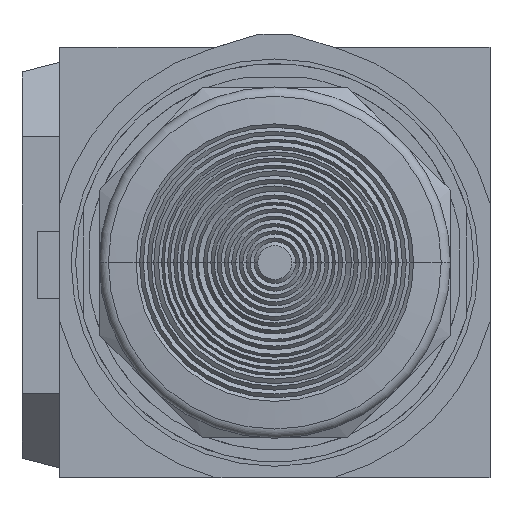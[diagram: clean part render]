
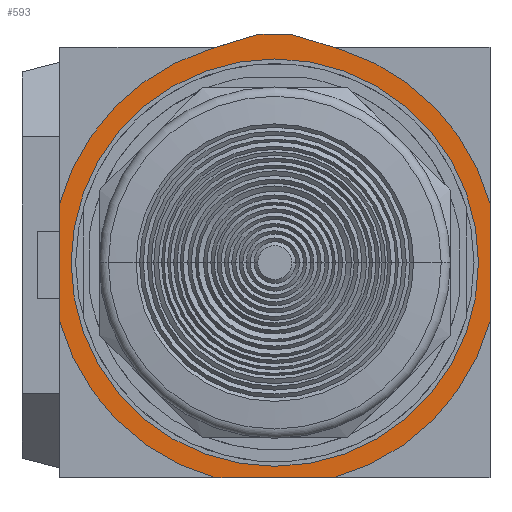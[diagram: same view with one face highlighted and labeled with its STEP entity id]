
A CAD part, front view. The second image highlights one B-rep face of the part: STEP entity #593.
In plain terms, the highlighted planar face has unit normal (0, -1, 0).
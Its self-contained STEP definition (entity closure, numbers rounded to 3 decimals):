
#65=DIRECTION('',(0.,0.,-1.));
#66=VECTOR('',#65,11.727);
#67=CARTESIAN_POINT('',(21.438,10.338,5.863));
#68=LINE('',#67,#66);
#77=CARTESIAN_POINT('',(0.,10.338,0.));
#78=DIRECTION('',(0.,1.,0.));
#79=DIRECTION('',(1.,0.,0.));
#80=AXIS2_PLACEMENT_3D('',#77,#78,#79);
#82=CARTESIAN_POINT('',(0.,10.338,0.));
#83=DIRECTION('',(0.,1.,0.));
#84=DIRECTION('',(-1.,0.,0.));
#85=AXIS2_PLACEMENT_3D('',#82,#83,#84);
#87=DIRECTION('',(-0.956,0.,-0.293));
#88=VECTOR('',#87,5.149);
#89=CARTESIAN_POINT('',(-1.588,10.338,22.758));
#90=LINE('',#89,#88);
#91=DIRECTION('',(-1.,0.,0.));
#92=VECTOR('',#91,3.175);
#93=CARTESIAN_POINT('',(1.588,10.338,22.758));
#94=LINE('',#93,#92);
#95=DIRECTION('',(-0.956,0.,0.293));
#96=VECTOR('',#95,5.149);
#97=CARTESIAN_POINT('',(6.511,10.338,21.25));
#98=LINE('',#97,#96);
#99=CARTESIAN_POINT('',(0.,10.338,0.));
#100=DIRECTION('',(0.,-1.,0.));
#101=DIRECTION('',(0.965,0.,0.264));
#102=AXIS2_PLACEMENT_3D('',#99,#100,#101);
#104=CARTESIAN_POINT('',(0.,10.338,0.));
#105=DIRECTION('',(0.,-1.,0.));
#106=DIRECTION('',(0.264,0.,-0.965));
#107=AXIS2_PLACEMENT_3D('',#104,#105,#106);
#109=CARTESIAN_POINT('',(0.,10.338,0.));
#110=DIRECTION('',(0.,-1.,0.));
#111=DIRECTION('',(-0.965,0.,-0.264));
#112=AXIS2_PLACEMENT_3D('',#109,#110,#111);
#114=CARTESIAN_POINT('',(0.,10.338,0.));
#115=DIRECTION('',(0.,-1.,0.));
#116=DIRECTION('',(-0.293,0.,0.956));
#117=AXIS2_PLACEMENT_3D('',#114,#115,#116);
#254=DIRECTION('',(0.,0.,1.));
#255=VECTOR('',#254,11.727);
#256=CARTESIAN_POINT('',(-21.438,10.338,-5.863));
#257=LINE('',#256,#255);
#283=DIRECTION('',(-1.,0.,0.));
#284=VECTOR('',#283,11.727);
#285=CARTESIAN_POINT('',(5.863,10.338,-21.438));
#286=LINE('',#285,#284);
#396=CARTESIAN_POINT('',(1.588,10.338,22.758));
#397=CARTESIAN_POINT('',(-1.588,10.338,22.758));
#398=VERTEX_POINT('',#396);
#399=VERTEX_POINT('',#397);
#400=CARTESIAN_POINT('',(6.511,10.338,21.25));
#401=VERTEX_POINT('',#400);
#402=CARTESIAN_POINT('',(21.438,10.338,5.863));
#403=VERTEX_POINT('',#402);
#404=CARTESIAN_POINT('',(21.438,10.338,-5.863));
#405=VERTEX_POINT('',#404);
#406=CARTESIAN_POINT('',(5.863,10.338,-21.438));
#407=VERTEX_POINT('',#406);
#408=CARTESIAN_POINT('',(-5.863,10.338,-21.438));
#409=VERTEX_POINT('',#408);
#410=CARTESIAN_POINT('',(-21.438,10.338,-5.863));
#411=VERTEX_POINT('',#410);
#412=CARTESIAN_POINT('',(-21.438,10.338,5.863));
#413=VERTEX_POINT('',#412);
#414=CARTESIAN_POINT('',(-6.511,10.338,21.25));
#415=VERTEX_POINT('',#414);
#420=CARTESIAN_POINT('',(20.295,10.338,0.));
#421=CARTESIAN_POINT('',(-20.295,10.338,0.));
#422=VERTEX_POINT('',#420);
#423=VERTEX_POINT('',#421);
#563=CARTESIAN_POINT('',(11.113,10.338,0.));
#564=DIRECTION('',(0.,-1.,0.));
#565=DIRECTION('',(1.,0.,0.));
#566=AXIS2_PLACEMENT_3D('',#563,#564,#565);
#567=PLANE('',#566);
#569=ORIENTED_EDGE('',*,*,#568,.F.);
#571=ORIENTED_EDGE('',*,*,#570,.F.);
#572=ORIENTED_EDGE('',*,*,#546,.F.);
#573=ORIENTED_EDGE('',*,*,#475,.F.);
#574=ORIENTED_EDGE('',*,*,#506,.T.);
#576=ORIENTED_EDGE('',*,*,#575,.F.);
#578=ORIENTED_EDGE('',*,*,#577,.T.);
#580=ORIENTED_EDGE('',*,*,#579,.F.);
#582=ORIENTED_EDGE('',*,*,#581,.T.);
#584=ORIENTED_EDGE('',*,*,#583,.F.);
#585=EDGE_LOOP('',(#569,#571,#572,#573,#574,#576,#578,#580,#582,#584));
#586=FACE_OUTER_BOUND('',#585,.F.);
#588=ORIENTED_EDGE('',*,*,#587,.F.);
#590=ORIENTED_EDGE('',*,*,#589,.F.);
#591=EDGE_LOOP('',(#588,#590));
#592=FACE_BOUND('',#591,.F.);
#81=CIRCLE('',#80,20.295);
#86=CIRCLE('',#85,20.295);
#103=CIRCLE('',#102,22.225);
#108=CIRCLE('',#107,22.225);
#113=CIRCLE('',#112,22.225);
#118=CIRCLE('',#117,22.225);
#475=EDGE_CURVE('',#403,#401,#103,.T.);
#506=EDGE_CURVE('',#403,#405,#68,.T.);
#546=EDGE_CURVE('',#401,#398,#98,.T.);
#568=EDGE_CURVE('',#399,#415,#90,.T.);
#570=EDGE_CURVE('',#398,#399,#94,.T.);
#575=EDGE_CURVE('',#407,#405,#108,.T.);
#577=EDGE_CURVE('',#407,#409,#286,.T.);
#579=EDGE_CURVE('',#411,#409,#113,.T.);
#581=EDGE_CURVE('',#411,#413,#257,.T.);
#583=EDGE_CURVE('',#415,#413,#118,.T.);
#587=EDGE_CURVE('',#422,#423,#81,.T.);
#589=EDGE_CURVE('',#423,#422,#86,.T.);
#593=ADVANCED_FACE('',(#586,#592),#567,.T.);
